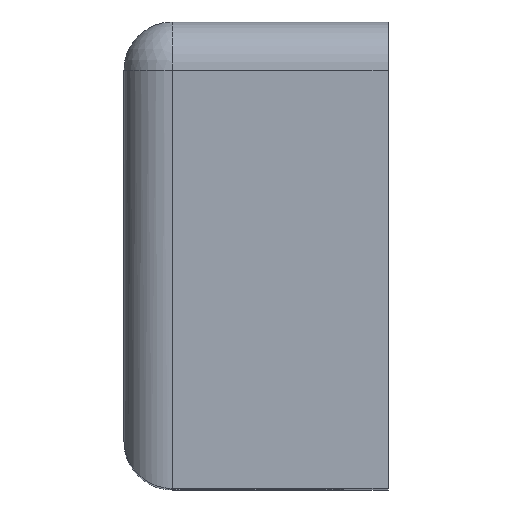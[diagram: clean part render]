
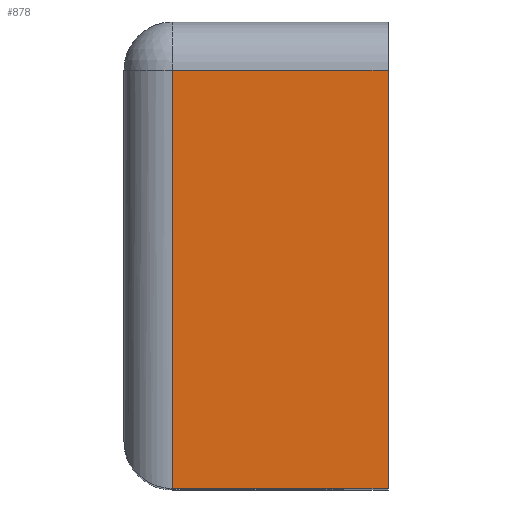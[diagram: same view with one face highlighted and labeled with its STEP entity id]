
A CAD part, top view. The second image highlights one B-rep face of the part: STEP entity #878.
In plain terms, the highlighted planar face has unit normal (0, 0, 1).
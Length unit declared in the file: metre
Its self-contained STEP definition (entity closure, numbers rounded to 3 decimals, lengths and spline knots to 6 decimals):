
#160=ORIENTED_EDGE('',*,*,#377,.T.);
#161=ORIENTED_EDGE('',*,*,#403,.T.);
#162=ORIENTED_EDGE('',*,*,#404,.T.);
#163=ORIENTED_EDGE('',*,*,#383,.T.);
#377=EDGE_CURVE('',#502,#501,#576,.T.);
#383=EDGE_CURVE('',#507,#502,#580,.T.);
#403=EDGE_CURVE('',#501,#522,#591,.F.);
#404=EDGE_CURVE('',#522,#507,#592,.F.);
#501=VERTEX_POINT('',#1402);
#502=VERTEX_POINT('',#1404);
#507=VERTEX_POINT('',#1416);
#522=VERTEX_POINT('',#1453);
#576=LINE('',#1403,#657);
#580=LINE('',#1415,#661);
#591=LINE('',#1452,#672);
#592=LINE('',#1454,#673);
#657=VECTOR('',#1098,1.);
#661=VECTOR('',#1108,1.);
#672=VECTOR('',#1141,1.);
#673=VECTOR('',#1142,1.);
#717=EDGE_LOOP('',(#160,#161,#162,#163));
#788=FACE_BOUND('',#717,.T.);
#851=PLANE('',#962);
#878=ADVANCED_FACE('',(#788),#851,.T.);
#962=AXIS2_PLACEMENT_3D('',#1451,#1139,#1140);
#1098=DIRECTION('',(0.,1.,0.));
#1108=DIRECTION('',(1.,0.,0.));
#1139=DIRECTION('',(0.,0.,1.));
#1140=DIRECTION('',(1.,0.,0.));
#1141=DIRECTION('',(1.,0.,0.));
#1142=DIRECTION('',(0.,1.,0.));
#1402=CARTESIAN_POINT('',(0.06,-0.011,0.197));
#1403=CARTESIAN_POINT('',(0.06,-0.106,0.197));
#1404=CARTESIAN_POINT('',(0.06,-0.106,0.197));
#1415=CARTESIAN_POINT('',(0.03,-0.106,0.197));
#1416=CARTESIAN_POINT('',(0.011,-0.106,0.197));
#1451=CARTESIAN_POINT('',(0.03,-0.106,0.197));
#1452=CARTESIAN_POINT('',(0.,-0.011,0.197));
#1453=CARTESIAN_POINT('',(0.011,-0.011,0.197));
#1454=CARTESIAN_POINT('',(0.011,-0.106,0.197));
